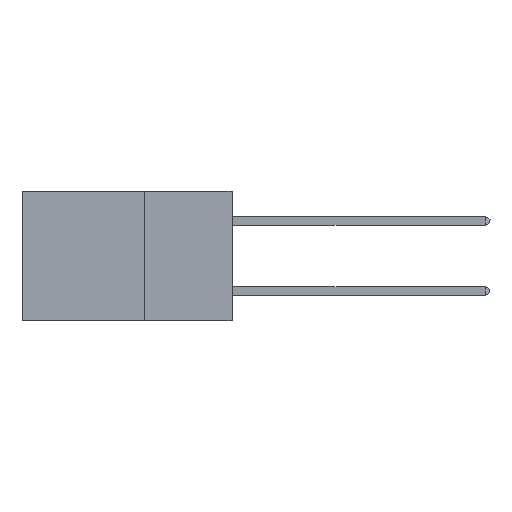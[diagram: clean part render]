
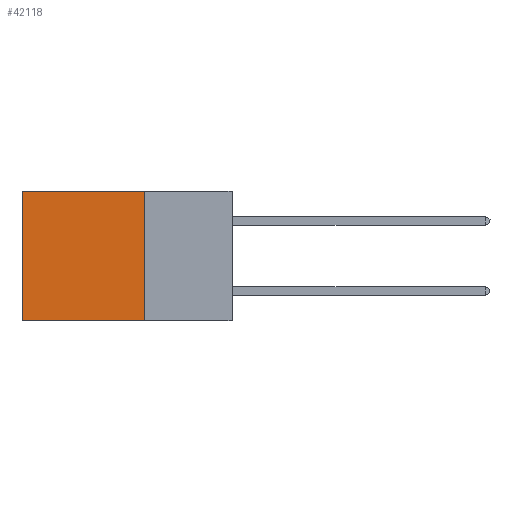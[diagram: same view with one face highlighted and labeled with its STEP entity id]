
A CAD part, left-side view. The second image highlights one B-rep face of the part: STEP entity #42118.
In plain terms, the highlighted planar face has unit normal (-1, 0, 0).
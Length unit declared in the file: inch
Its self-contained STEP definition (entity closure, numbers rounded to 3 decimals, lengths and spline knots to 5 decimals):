
#1372 = ORIENTED_EDGE ( 'NONE', *, *, #44732, .T. ) ;
#1804 = DIRECTION ( 'NONE',  ( 1., 0., 0. ) ) ;
#4517 = CARTESIAN_POINT ( 'NONE',  ( 0.2875, 0.25, 0. ) ) ;
#5161 = DIRECTION ( 'NONE',  ( 0., 0., -1. ) ) ;
#5649 = DIRECTION ( 'NONE',  ( 0., 0., -1. ) ) ;
#6057 = ORIENTED_EDGE ( 'NONE', *, *, #44020, .T. ) ;
#6769 = CARTESIAN_POINT ( 'NONE',  ( 0.2875, 0.6, 0. ) ) ;
#6880 = LINE ( 'NONE', #6769, #17835 ) ;
#7513 = VECTOR ( 'NONE', #5161, 39.37008 ) ;
#9586 = ORIENTED_EDGE ( 'NONE', *, *, #13789, .F. ) ;
#13789 = EDGE_CURVE ( 'NONE', #46708, #36685, #15446, .T. ) ;
#15446 = LINE ( 'NONE', #40183, #44892 ) ;
#15499 = VERTEX_POINT ( 'NONE', #26312 ) ;
#17108 = CARTESIAN_POINT ( 'NONE',  ( 0.2875, 0.25, 0. ) ) ;
#17327 = LINE ( 'NONE', #4517, #7513 ) ;
#17835 = VECTOR ( 'NONE', #47378, 39.37008 ) ;
#17936 = DIRECTION ( 'NONE',  ( 0., 1., 0. ) ) ;
#19780 = EDGE_LOOP ( 'NONE', ( #1372, #9586, #41453, #6057 ) ) ;
#20708 = VERTEX_POINT ( 'NONE', #27178 ) ;
#21149 = DIRECTION ( 'NONE',  ( 0., 1., 0. ) ) ;
#21252 = CARTESIAN_POINT ( 'NONE',  ( 0.2875, 0.25, -0.37 ) ) ;
#23882 = PLANE ( 'NONE',  #34937 ) ;
#26312 = CARTESIAN_POINT ( 'NONE',  ( 0.2875, 0.6, 0. ) ) ;
#27178 = CARTESIAN_POINT ( 'NONE',  ( 0.2875, 0.25, 0. ) ) ;
#28862 = LINE ( 'NONE', #36479, #33497 ) ;
#33497 = VECTOR ( 'NONE', #21149, 39.37008 ) ;
#33666 = CARTESIAN_POINT ( 'NONE',  ( 0.2875, 0.6, -0.37 ) ) ;
#34937 = AXIS2_PLACEMENT_3D ( 'NONE', #17108, #1804, #5649 ) ;
#36479 = CARTESIAN_POINT ( 'NONE',  ( 0.2875, 0.25, 0. ) ) ;
#36685 = VERTEX_POINT ( 'NONE', #33666 ) ;
#38833 = EDGE_CURVE ( 'NONE', #20708, #46708, #17327, .T. ) ;
#39933 = FACE_OUTER_BOUND ( 'NONE', #19780, .T. ) ;
#40183 = CARTESIAN_POINT ( 'NONE',  ( 0.2875, 0.25, -0.37 ) ) ;
#41453 = ORIENTED_EDGE ( 'NONE', *, *, #38833, .F. ) ;
#42118 = ADVANCED_FACE ( 'NONE', ( #39933 ), #23882, .F. ) ;
#44020 = EDGE_CURVE ( 'NONE', #20708, #15499, #28862, .T. ) ;
#44732 = EDGE_CURVE ( 'NONE', #15499, #36685, #6880, .T. ) ;
#44892 = VECTOR ( 'NONE', #17936, 39.37008 ) ;
#46708 = VERTEX_POINT ( 'NONE', #21252 ) ;
#47378 = DIRECTION ( 'NONE',  ( 0., 0., -1. ) ) ;
